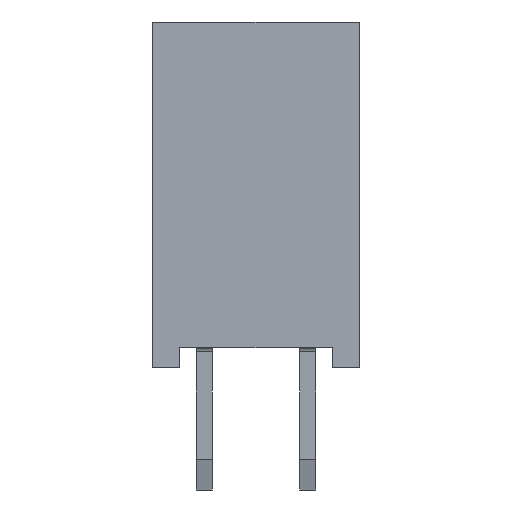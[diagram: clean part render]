
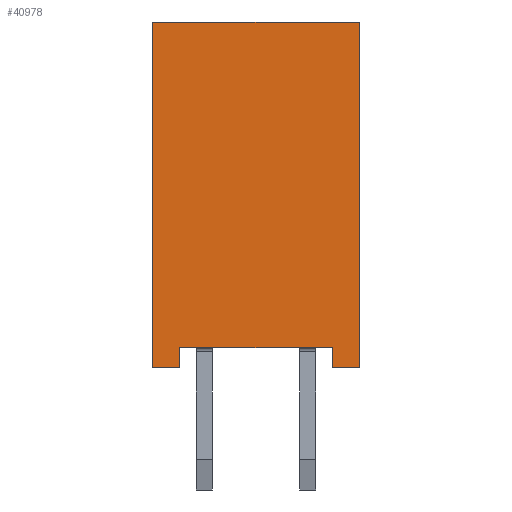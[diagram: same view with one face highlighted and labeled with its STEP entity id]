
A CAD part, front view. The second image highlights one B-rep face of the part: STEP entity #40978.
In plain terms, the highlighted face is planar.
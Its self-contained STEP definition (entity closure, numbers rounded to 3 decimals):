
#4598=FACE_OUTER_BOUND('',#6736,.T.);
#6736=EDGE_LOOP('',(#35240,#35241,#35242,#35243,#35244,#35245,#35246,#35247));
#7325=LINE('',#54875,#12289);
#7328=LINE('',#54880,#12292);
#7330=LINE('',#54885,#12294);
#7485=LINE('',#55194,#12449);
#9790=LINE('',#60381,#14754);
#11752=LINE('',#64772,#16716);
#11753=LINE('',#64774,#16717);
#11754=LINE('',#64775,#16718);
#12289=VECTOR('',#44402,1.);
#12292=VECTOR('',#44407,1.);
#12294=VECTOR('',#44411,1.);
#12449=VECTOR('',#44568,1.);
#14754=VECTOR('',#48315,1.);
#16716=VECTOR('',#53087,1.);
#16717=VECTOR('',#53088,1.);
#16718=VECTOR('',#53089,1.);
#17252=VERTEX_POINT('',#54872);
#17253=VERTEX_POINT('',#54874);
#17254=VERTEX_POINT('',#54878);
#17255=VERTEX_POINT('',#54882);
#17256=VERTEX_POINT('',#54884);
#17409=VERTEX_POINT('',#55192);
#19570=VERTEX_POINT('',#60380);
#20595=VERTEX_POINT('',#64773);
#20765=EDGE_CURVE('',#17252,#17253,#7325,.T.);
#20768=EDGE_CURVE('',#17252,#17254,#7328,.T.);
#20770=EDGE_CURVE('',#17255,#17256,#7330,.T.);
#20925=EDGE_CURVE('',#17409,#17255,#7485,.T.);
#23518=EDGE_CURVE('',#19570,#17253,#9790,.T.);
#25840=EDGE_CURVE('',#17254,#17256,#11752,.T.);
#25841=EDGE_CURVE('',#17409,#20595,#11753,.T.);
#25842=EDGE_CURVE('',#19570,#20595,#11754,.T.);
#35240=ORIENTED_EDGE('',*,*,#20765,.F.);
#35241=ORIENTED_EDGE('',*,*,#20768,.T.);
#35242=ORIENTED_EDGE('',*,*,#25840,.T.);
#35243=ORIENTED_EDGE('',*,*,#20770,.F.);
#35244=ORIENTED_EDGE('',*,*,#20925,.F.);
#35245=ORIENTED_EDGE('',*,*,#25841,.T.);
#35246=ORIENTED_EDGE('',*,*,#25842,.F.);
#35247=ORIENTED_EDGE('',*,*,#23518,.T.);
#39074=PLANE('',#43764);
#40978=ADVANCED_FACE('',(#4598),#39074,.T.);
#43764=AXIS2_PLACEMENT_3D('',#64771,#53085,#53086);
#44402=DIRECTION('',(0.,0.,1.));
#44407=DIRECTION('',(0.,-1.,0.));
#44411=DIRECTION('',(0.,-1.,0.));
#44568=DIRECTION('',(0.,0.,1.));
#48315=DIRECTION('',(0.,-1.,0.));
#53085=DIRECTION('center_axis',(-1.,0.,0.));
#53086=DIRECTION('ref_axis',(0.,-1.,0.));
#53087=DIRECTION('',(0.,0.,1.));
#53088=DIRECTION('',(0.,-1.,0.));
#53089=DIRECTION('',(0.,0.,-1.));
#54872=CARTESIAN_POINT('',(-1.27,-0.6,0.));
#54874=CARTESIAN_POINT('',(-1.27,-0.6,0.5));
#54875=CARTESIAN_POINT('',(-1.27,-0.6,0.));
#54878=CARTESIAN_POINT('',(-1.27,-1.27,0.));
#54880=CARTESIAN_POINT('',(-1.27,-0.6,0.));
#54882=CARTESIAN_POINT('',(-1.27,3.81,8.5));
#54884=CARTESIAN_POINT('',(-1.27,-1.27,8.5));
#54885=CARTESIAN_POINT('',(-1.27,3.81,8.5));
#55192=CARTESIAN_POINT('',(-1.27,3.81,0.));
#55194=CARTESIAN_POINT('',(-1.27,3.81,0.));
#60380=CARTESIAN_POINT('',(-1.27,3.14,0.5));
#60381=CARTESIAN_POINT('',(-1.27,3.14,0.5));
#64771=CARTESIAN_POINT('Origin',(-1.27,3.81,0.));
#64772=CARTESIAN_POINT('',(-1.27,-1.27,0.));
#64773=CARTESIAN_POINT('',(-1.27,3.14,0.));
#64774=CARTESIAN_POINT('',(-1.27,3.81,0.));
#64775=CARTESIAN_POINT('',(-1.27,3.14,0.5));
